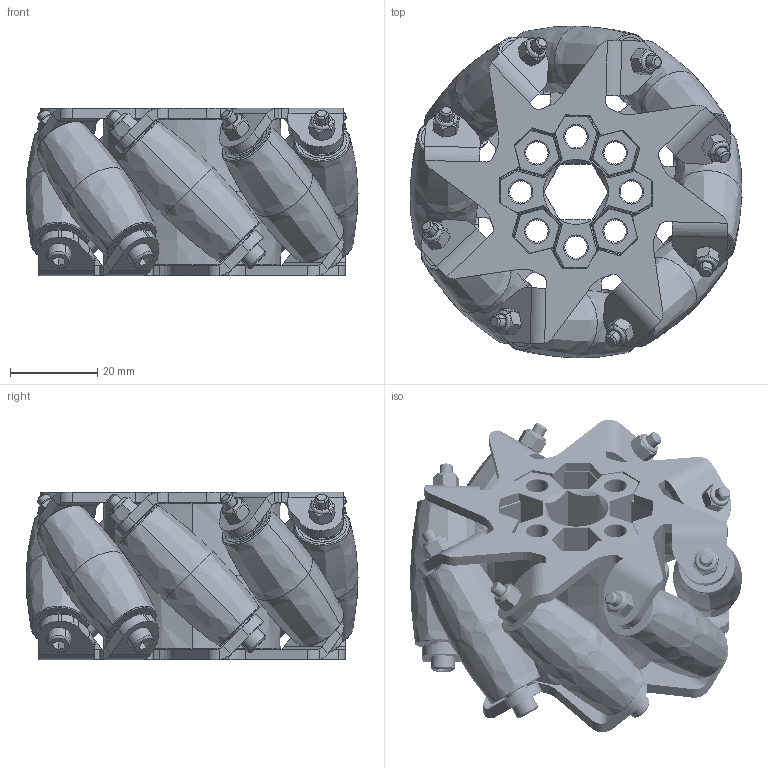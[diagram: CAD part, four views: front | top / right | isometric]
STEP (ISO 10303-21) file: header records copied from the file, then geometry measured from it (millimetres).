
FILE_DESCRIPTION (( 'STEP AP214' ), '1' );
FILE_NAME ('am-5503R 3IN BB Mecanum Wheel, 0500H Bore, Right.STEP', '2025-04-08T14:49:58', ( '' ), ( '' ), 'SwSTEP 2.0', 'SolidWorks 2024', '' );
FILE_SCHEMA (( 'AUTOMOTIVE_DESIGN' ));
Length unit declared in the file: inch
Products named in the file (10): am-3681 3-16 in ID 3-8 in OD Shielded Bearing Extended Inner Race_57155K384; 4IN BB Mecanum Roller Core; am-1023 M3 x 0.5 Nylock Nut; am-5501R_plate 3IN BB Mecanum Right Plate; 4IN BB Mecanum Roller Assy_Extended Inner Race Bearing; am-5503_hub 3IN Ball Bearing Mecanum Hub, 500IN Hex Bore; am-4764 4IN BB Mecanum Axle Sleeve; am-5503R 3IN BB Mecanum Wheel, 0500H Bore, Right; SHCS M3 x 45mm; 4IN BB Mecanum Roller Skin
Assembly tree (18 placements, depth 3):
  am-5503R 3IN BB Mecanum Wheel, 0500H Bore, Right
    am-5503_hub 3IN Ball Bearing Mecanum Hub, 500IN Hex Bore
    am-5501R_plate 3IN BB Mecanum Right Plate  x2
    4IN BB Mecanum Roller Assy_Extended Inner Race Bearing  x8
      am-4764 4IN BB Mecanum Axle Sleeve
      4IN BB Mecanum Roller Core
      4IN BB Mecanum Roller Skin
      SHCS M3 x 45mm
      am-1023 M3 x 0.5 Nylock Nut
      am-3681 3-16 in ID 3-8 in OD Shielded Bearing Extended Inner Race_57155K384
Bounding box: 76.25 x 76.25 x 38.57 mm (x, y, z)
Volume: 83249 mm3; surface area: 92192 mm2
Topology: 299 solids, 299 shells, 2961 faces, 7204 edges, 4489 vertices
Faces by surface type: cylinder 1026, plane 644, sphere 471, torus 388, cone 328, bspline 104
Entity records: 38696 total; most frequent: CARTESIAN_POINT 8042, DIRECTION 7023, ORIENTED_EDGE 6030, EDGE_CURVE 3015, AXIS2_PLACEMENT_3D 2958, VERTEX_POINT 1773, CIRCLE 1704, EDGE_LOOP 1380
